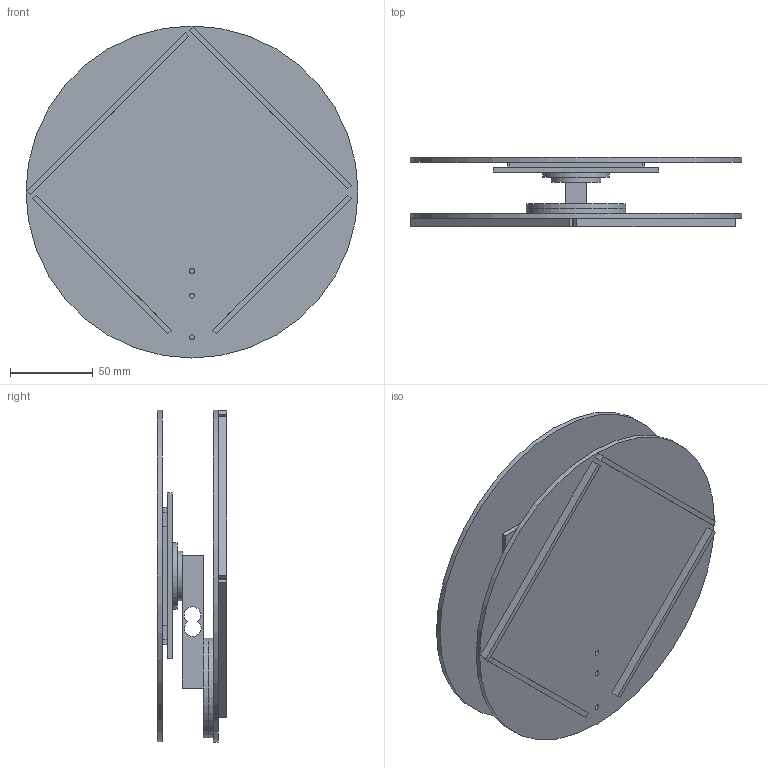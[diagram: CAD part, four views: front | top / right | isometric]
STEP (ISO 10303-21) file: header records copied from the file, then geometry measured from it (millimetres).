
FILE_DESCRIPTION(/* description */ ('','CAx-IF Rec.Pracs.---Representation and Presentation of Product Manufacturing Information (PMI)---4.0---2014-10-13'),/* implementation_level */ '2;1');
FILE_NAME(/* name */ 'BALANA PROTOTIPO 1 v11.step',/* time_stamp */ '2025-04-26T14:18:17-03:00',/* author */ (''),/* organization */ (''),/* preprocessor_version */ 'ST-DEVELOPER v20',/* originating_system */ 'Autodesk Translation Framework v13.20.0.188',/* authorisation */ '');
FILE_SCHEMA (('AP242_MANAGED_MODEL_BASED_3D_ENGINEERING_MIM_LF { 1 0 10303 442 1 1 4 }'));
Length unit declared in the file: millimetre
Products named in the file (17): BALANÇA PROTOTIPO 1; Componente1; Componente2; Componente3; Componente4; Componente5; Componente6; Componente7; Componente8; Componente9; Componente10; Componente11; Componente12; Componente14; Componente13; Componente15; Componente16
Assembly tree (16 placements, depth 2):
  BALANÇA PROTOTIPO 1
    Componente1
    Componente2
    Componente3
    Componente4
    Componente5
    Componente6
    Componente7
    Componente8
    Componente9
    Componente10
    Componente11
    Componente12
    Componente14
    Componente13
    Componente15
    Componente16
Bounding box: 200 x 41.8 x 200 mm (x, y, z)
Volume: 261892 mm3; surface area: 187748.4 mm2
Topology: 16 solids, 16 shells, 195 faces, 489 edges, 326 vertices
Faces by surface type: plane 168, cylinder 27
Full cylindrical faces by diameter (mm): 3 x19, 30 x1, 40 x1, 60 x2, 200 x2
Entity records: 6418 total; most frequent: CARTESIAN_POINT 1043, DIRECTION 999, ORIENTED_EDGE 978, EDGE_CURVE 489, LINE 435, VECTOR 435, VERTEX_POINT 326, AXIS2_PLACEMENT_3D 282
